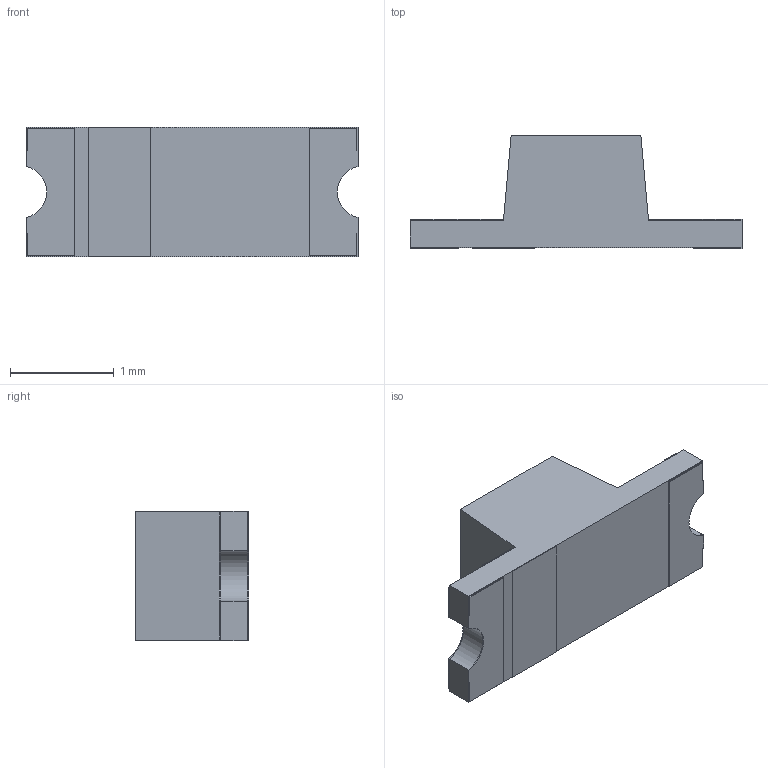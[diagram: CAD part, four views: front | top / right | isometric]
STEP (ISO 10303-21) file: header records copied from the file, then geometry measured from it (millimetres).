
FILE_DESCRIPTION (( 'STEP AP214' ), '1' );
FILE_NAME ('599-0K10-107F.STEP', '2025-04-17T17:05:58', ( '' ), ( '' ), 'SwSTEP 2.0', 'SolidWorks 2024', '' );
FILE_SCHEMA (( 'AUTOMOTIVE_DESIGN' ));
Length unit declared in the file: millimetre
Products named in the file (9): 599-0K10-107F_4; 599-0K10-107F_7; 599-0K10-107F_5; 599-0K10-107F_2; 599-0K10-107F; 599-0K10-107F_3; 599-0K10-107F_1; 599-0K10-107F_6
Assembly tree (8 placements, depth 2):
  599-0K10-107F
    599-0K10-107F_2
    599-0K10-107F_7
    599-0K10-107F_4
    599-0K10-107F_6
    599-0K10-107F
    599-0K10-107F_1
    599-0K10-107F_3
    599-0K10-107F_5
Bounding box: 3.2 x 1.09 x 1.25 mm (x, y, z)
Volume: 2.4 mm3; surface area: 20.4 mm2
Topology: 8 solids, 8 shells, 84 faces, 204 edges, 136 vertices
Faces by surface type: plane 72, cylinder 12
Entity records: 2751 total; most frequent: CARTESIAN_POINT 435, DIRECTION 418, ORIENTED_EDGE 408, EDGE_CURVE 204, LINE 180, VECTOR 180, VERTEX_POINT 136, AXIS2_PLACEMENT_3D 119
